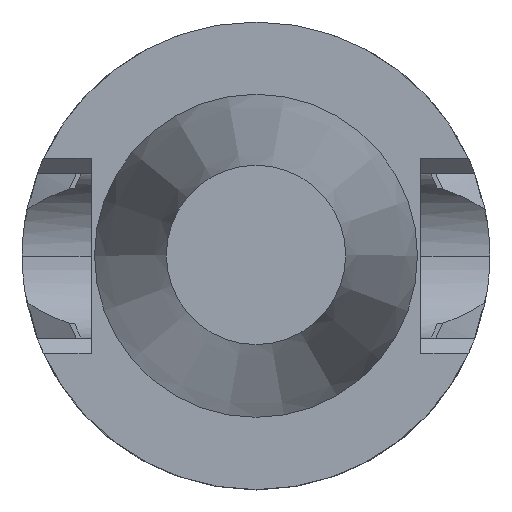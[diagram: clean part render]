
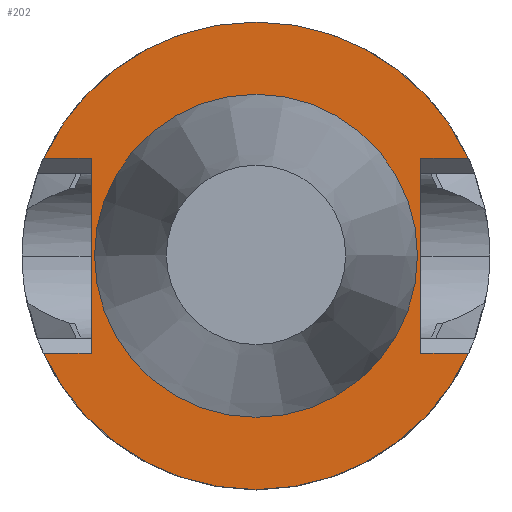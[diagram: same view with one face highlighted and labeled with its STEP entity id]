
A CAD part, top view. The second image highlights one B-rep face of the part: STEP entity #202.
In plain terms, the highlighted planar face has unit normal (0, 0, 1).
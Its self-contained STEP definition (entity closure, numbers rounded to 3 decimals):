
#57=LINE('',#983,#97);
#58=LINE('',#986,#98);
#59=LINE('',#990,#99);
#60=LINE('',#992,#100);
#61=LINE('',#994,#101);
#62=LINE('',#998,#102);
#97=VECTOR('',#799,1.);
#98=VECTOR('',#800,1.);
#99=VECTOR('',#803,1.);
#100=VECTOR('',#804,1.);
#101=VECTOR('',#805,1.);
#102=VECTOR('',#808,1.);
#138=PLANE('',#713);
#202=ADVANCED_FACE('CU_FL_SU_5',(#250,#251),#138,.F.);
#250=FACE_BOUND('',#269,.T.);
#251=FACE_BOUND('',#270,.T.);
#269=EDGE_LOOP('',(#317,#318,#319,#320,#321,#322,#323,#324));
#270=EDGE_LOOP('',(#325));
#317=ORIENTED_EDGE('',*,*,#565,.T.);
#318=ORIENTED_EDGE('',*,*,#566,.T.);
#319=ORIENTED_EDGE('',*,*,#567,.F.);
#320=ORIENTED_EDGE('',*,*,#568,.F.);
#321=ORIENTED_EDGE('',*,*,#569,.F.);
#322=ORIENTED_EDGE('',*,*,#570,.F.);
#323=ORIENTED_EDGE('',*,*,#571,.F.);
#324=ORIENTED_EDGE('',*,*,#572,.T.);
#325=ORIENTED_EDGE('',*,*,#563,.T.);
#498=VERTEX_POINT('',#977);
#500=VERTEX_POINT('',#984);
#501=VERTEX_POINT('',#985);
#502=VERTEX_POINT('',#987);
#503=VERTEX_POINT('',#989);
#504=VERTEX_POINT('',#991);
#505=VERTEX_POINT('',#993);
#506=VERTEX_POINT('',#995);
#507=VERTEX_POINT('',#997);
#563=EDGE_CURVE('',#498,#498,#656,.T.);
#565=EDGE_CURVE('',#500,#501,#57,.T.);
#566=EDGE_CURVE('',#501,#502,#58,.T.);
#567=EDGE_CURVE('',#503,#502,#658,.T.);
#568=EDGE_CURVE('',#504,#503,#59,.T.);
#569=EDGE_CURVE('',#505,#504,#60,.T.);
#570=EDGE_CURVE('',#506,#505,#61,.T.);
#571=EDGE_CURVE('',#507,#506,#659,.T.);
#572=EDGE_CURVE('',#507,#500,#62,.T.);
#656=CIRCLE('',#706,15.575);
#658=CIRCLE('',#711,22.981);
#659=CIRCLE('',#712,22.981);
#706=AXIS2_PLACEMENT_3D('',#976,#789,#790);
#711=AXIS2_PLACEMENT_3D('',#988,#801,#802);
#712=AXIS2_PLACEMENT_3D('',#996,#806,#807);
#713=AXIS2_PLACEMENT_3D('',#999,#809,#810);
#789=DIRECTION('',(0.,0.,-1.));
#790=DIRECTION('',(-1.,0.,0.));
#799=DIRECTION('',(0.,-1.,0.));
#800=DIRECTION('',(-1.,0.,0.));
#801=DIRECTION('',(0.,0.,-1.));
#802=DIRECTION('',(-1.,0.,0.));
#803=DIRECTION('',(1.,0.,0.));
#804=DIRECTION('',(0.,-1.,0.));
#805=DIRECTION('',(-1.,0.,0.));
#806=DIRECTION('',(0.,0.,-1.));
#807=DIRECTION('',(-1.,0.,0.));
#808=DIRECTION('',(1.,0.,0.));
#809=DIRECTION('',(0.,0.,-1.));
#810=DIRECTION('',(1.,0.,0.));
#976=CARTESIAN_POINT('',(0.,0.,-1.));
#977=CARTESIAN_POINT('',(-15.575,0.,-1.));
#983=CARTESIAN_POINT('',(-16.2,-15.575,-1.));
#984=CARTESIAN_POINT('',(-16.2,9.595,-1.));
#985=CARTESIAN_POINT('',(-16.2,-9.595,-1.));
#986=CARTESIAN_POINT('',(0.,-9.595,-1.));
#987=CARTESIAN_POINT('',(-20.882,-9.595,-1.));
#988=CARTESIAN_POINT('',(0.,0.,-1.));
#989=CARTESIAN_POINT('',(20.882,-9.595,-1.));
#990=CARTESIAN_POINT('',(0.,-9.595,-1.));
#991=CARTESIAN_POINT('',(16.2,-9.595,-1.));
#992=CARTESIAN_POINT('',(16.2,-15.575,-1.));
#993=CARTESIAN_POINT('',(16.2,9.595,-1.));
#994=CARTESIAN_POINT('',(0.,9.595,-1.));
#995=CARTESIAN_POINT('',(20.882,9.595,-1.));
#996=CARTESIAN_POINT('',(0.,0.,-1.));
#997=CARTESIAN_POINT('',(-20.882,9.595,-1.));
#998=CARTESIAN_POINT('',(0.,9.595,-1.));
#999=CARTESIAN_POINT('',(0.,-15.575,-1.));
